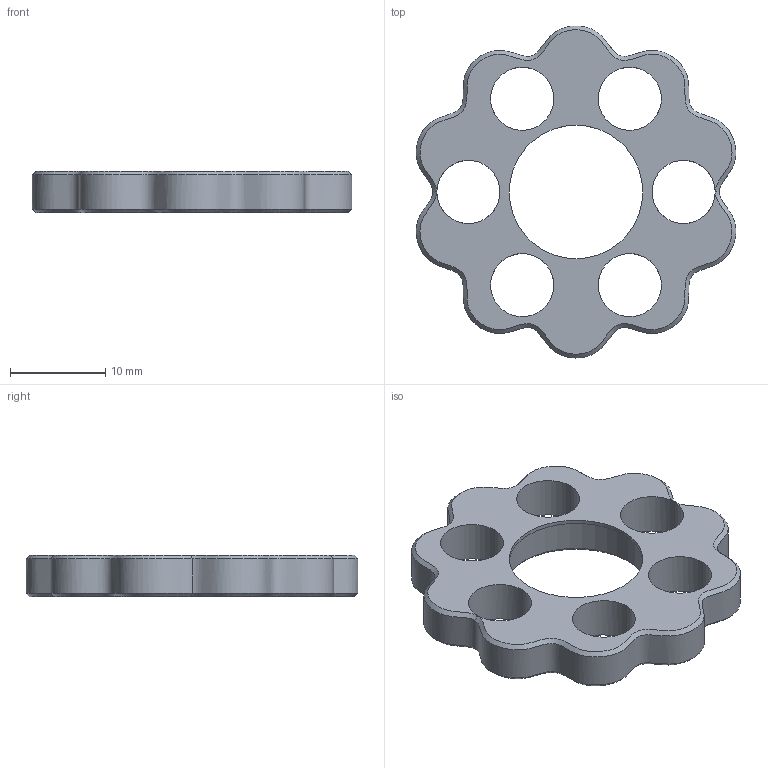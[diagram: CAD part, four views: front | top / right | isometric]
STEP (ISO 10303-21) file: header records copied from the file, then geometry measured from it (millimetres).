
FILE_DESCRIPTION (( 'STEP AP203' ), '1' );
FILE_NAME ('啊盄謫1.2_30_6.62mm.S', '2024-03-14T18:43:09', ( '' ), ( '' ), 'SwSTEP 2.0', 'SolidWorks 2022', '' );
FILE_SCHEMA (( 'CONFIG_CONTROL_DESIGN' ));
Length unit declared in the file: millimetre
Products named in the file (1): 啊盄謫1.2_30_6.62mm2mm2mm
Bounding box: 33.5 x 34.78 x 4.4 mm (x, y, z)
Volume: 1946.9 mm3; surface area: 2170.9 mm2
Topology: 1 solids, 1 shells, 27 faces, 82 edges, 52 vertices
Faces by surface type: cylinder 16, bspline 6, plane 3, cone 2
Entity records: 12795 total; most frequent: CARTESIAN_POINT 11976, ORIENTED_EDGE 164, DIRECTION 148, EDGE_CURVE 82, AXIS2_PLACEMENT_3D 64, VERTEX_POINT 52, CIRCLE 42, EDGE_LOOP 36
